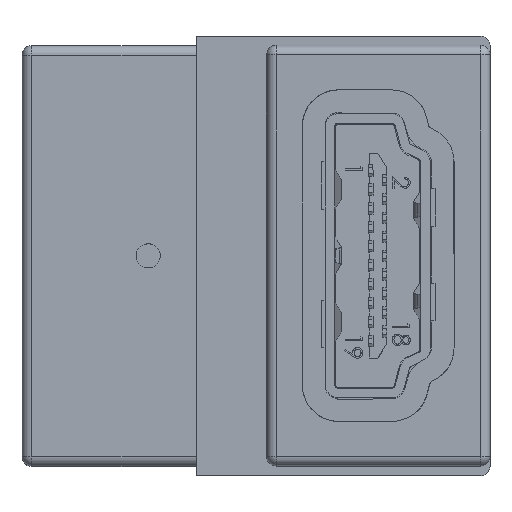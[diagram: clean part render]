
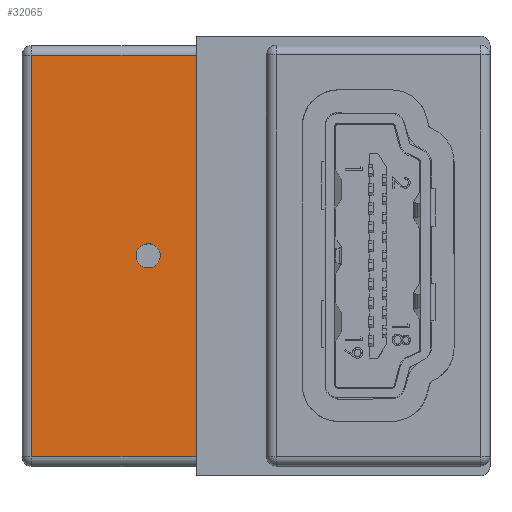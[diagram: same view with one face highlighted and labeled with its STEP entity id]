
A CAD part, top view. The second image highlights one B-rep face of the part: STEP entity #32065.
In plain terms, the highlighted planar face has unit normal (0, 0, 1).
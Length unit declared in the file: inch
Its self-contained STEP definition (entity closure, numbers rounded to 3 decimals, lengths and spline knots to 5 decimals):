
#612 = VECTOR ( 'NONE', #24684, 39.37008 ) ;
#623 = CARTESIAN_POINT ( 'NONE',  ( -0.22067, 0., -0.01969 ) ) ;
#686 = EDGE_CURVE ( 'NONE', #27832, #26516, #6057, .T. ) ;
#1116 = VERTEX_POINT ( 'NONE', #623 ) ;
#1937 = VECTOR ( 'NONE', #25860, 39.37008 ) ;
#2029 = AXIS2_PLACEMENT_3D ( 'NONE', #29030, #14124, #31556 ) ;
#3060 = CARTESIAN_POINT ( 'NONE',  ( -0.14567, -0.41701, -0.01969 ) ) ;
#4343 = EDGE_LOOP ( 'NONE', ( #9222 ) ) ;
#4741 = CIRCLE ( 'NONE', #15503, 0.025 ) ;
#6057 = LINE ( 'NONE', #29631, #18497 ) ;
#7276 = DIRECTION ( 'NONE',  ( 0., 1., 0. ) ) ;
#7857 = EDGE_CURVE ( 'NONE', #13463, #27832, #30619, .T. ) ;
#8594 = ORIENTED_EDGE ( 'NONE', *, *, #18184, .T. ) ;
#9222 = ORIENTED_EDGE ( 'NONE', *, *, #31648, .F. ) ;
#9641 = ORIENTED_EDGE ( 'NONE', *, *, #19485, .T. ) ;
#12294 = CARTESIAN_POINT ( 'NONE',  ( -0.14567, -0.41701, -0.01969 ) ) ;
#13463 = VERTEX_POINT ( 'NONE', #3060 ) ;
#14017 = PLANE ( 'NONE',  #2029 ) ;
#14124 = DIRECTION ( 'NONE',  ( 0., 0., 1. ) ) ;
#14358 = DIRECTION ( 'NONE',  ( 0., 0., 1. ) ) ;
#14555 = ORIENTED_EDGE ( 'NONE', *, *, #7857, .T. ) ;
#15503 = AXIS2_PLACEMENT_3D ( 'NONE', #29286, #14358, #31809 ) ;
#18184 = EDGE_CURVE ( 'NONE', #26516, #23882, #21770, .T. ) ;
#18362 = CARTESIAN_POINT ( 'NONE',  ( -0.48787, -0.43701, -0.01969 ) ) ;
#18497 = VECTOR ( 'NONE', #32151, 39.37008 ) ;
#19485 = EDGE_CURVE ( 'NONE', #23882, #13463, #27862, .T. ) ;
#21770 = LINE ( 'NONE', #18362, #1937 ) ;
#22161 = CARTESIAN_POINT ( 'NONE',  ( -0.14567, -0.43701, -0.01969 ) ) ;
#22568 = CARTESIAN_POINT ( 'NONE',  ( -0.48787, -0.41701, -0.01969 ) ) ;
#23293 = FACE_BOUND ( 'NONE', #4343, .T. ) ;
#23317 = CARTESIAN_POINT ( 'NONE',  ( -0.14567, 0.41701, -0.01969 ) ) ;
#23426 = EDGE_LOOP ( 'NONE', ( #8594, #9641, #14555, #30184 ) ) ;
#23882 = VERTEX_POINT ( 'NONE', #22568 ) ;
#24684 = DIRECTION ( 'NONE',  ( 1., 0., 0. ) ) ;
#24752 = VECTOR ( 'NONE', #7276, 39.37008 ) ;
#25000 = CARTESIAN_POINT ( 'NONE',  ( -0.48787, 0.41701, -0.01969 ) ) ;
#25860 = DIRECTION ( 'NONE',  ( 0., -1., 0. ) ) ;
#26516 = VERTEX_POINT ( 'NONE', #25000 ) ;
#27832 = VERTEX_POINT ( 'NONE', #23317 ) ;
#27862 = LINE ( 'NONE', #12294, #612 ) ;
#29030 = CARTESIAN_POINT ( 'NONE',  ( -0.14567, -0.43701, -0.01969 ) ) ;
#29168 = FACE_OUTER_BOUND ( 'NONE', #23426, .T. ) ;
#29286 = CARTESIAN_POINT ( 'NONE',  ( -0.24567, 0., -0.01969 ) ) ;
#29631 = CARTESIAN_POINT ( 'NONE',  ( -0.14567, 0.41701, -0.01969 ) ) ;
#30184 = ORIENTED_EDGE ( 'NONE', *, *, #686, .T. ) ;
#30619 = LINE ( 'NONE', #22161, #24752 ) ;
#31556 = DIRECTION ( 'NONE',  ( 1., 0., 0. ) ) ;
#31648 = EDGE_CURVE ( 'NONE', #1116, #1116, #4741, .T. ) ;
#31809 = DIRECTION ( 'NONE',  ( 1., 0., 0. ) ) ;
#32065 = ADVANCED_FACE ( 'NONE', ( #23293, #29168 ), #14017, .T. ) ;
#32151 = DIRECTION ( 'NONE',  ( -1., 0., 0. ) ) ;
